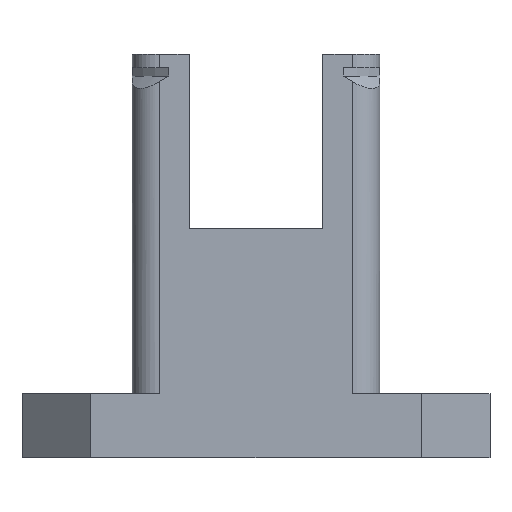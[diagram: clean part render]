
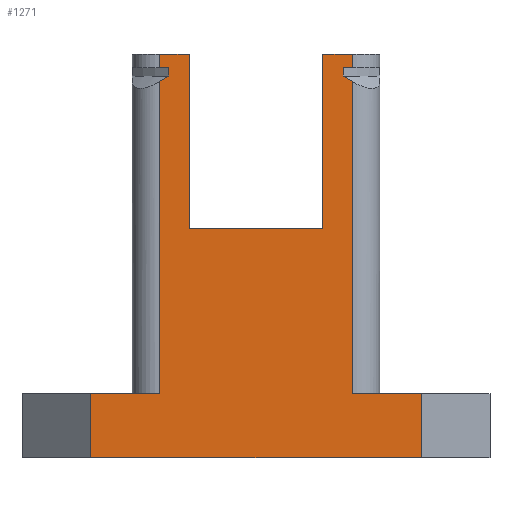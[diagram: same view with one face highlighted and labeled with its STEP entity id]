
A CAD part, left-side view. The second image highlights one B-rep face of the part: STEP entity #1271.
In plain terms, the highlighted planar face has unit normal (-1, 0, 0).
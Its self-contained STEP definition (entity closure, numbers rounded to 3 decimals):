
#23=(
BOUNDED_CURVE()
B_SPLINE_CURVE(2,(#1874,#1875,#1876),.UNSPECIFIED.,.F.,.F.)
B_SPLINE_CURVE_WITH_KNOTS((3,3),(0.279,0.365),
 .UNSPECIFIED.)
CURVE()
GEOMETRIC_REPRESENTATION_ITEM()
RATIONAL_B_SPLINE_CURVE((1.003,1.002,1.))
REPRESENTATION_ITEM('')
);
#24=(
BOUNDED_CURVE()
B_SPLINE_CURVE(2,(#1900,#1901,#1902),.UNSPECIFIED.,.F.,.F.)
B_SPLINE_CURVE_WITH_KNOTS((3,3),(0.,0.086),.UNSPECIFIED.)
CURVE()
GEOMETRIC_REPRESENTATION_ITEM()
RATIONAL_B_SPLINE_CURVE((1.,1.002,1.003))
REPRESENTATION_ITEM('')
);
#60=FACE_OUTER_BOUND('',#129,.T.);
#129=EDGE_LOOP('',(#880,#881,#882,#883,#884,#885,#886,#887,#888,#889,#890,
#891,#892,#893,#894,#895,#896,#897,#898,#899));
#225=LINE('',#1812,#374);
#230=LINE('',#1828,#379);
#237=LINE('',#1852,#386);
#245=LINE('',#1872,#394);
#246=LINE('',#1878,#395);
#247=LINE('',#1880,#396);
#248=LINE('',#1882,#397);
#249=LINE('',#1884,#398);
#250=LINE('',#1886,#399);
#251=LINE('',#1888,#400);
#252=LINE('',#1890,#401);
#253=LINE('',#1892,#402);
#254=LINE('',#1894,#403);
#255=LINE('',#1896,#404);
#256=LINE('',#1898,#405);
#257=LINE('',#1903,#406);
#258=LINE('',#1905,#407);
#259=LINE('',#1906,#408);
#374=VECTOR('',#1463,10.);
#379=VECTOR('',#1474,10.);
#386=VECTOR('',#1497,10.);
#394=VECTOR('',#1517,10.);
#395=VECTOR('',#1518,10.);
#396=VECTOR('',#1519,10.);
#397=VECTOR('',#1520,10.);
#398=VECTOR('',#1521,10.);
#399=VECTOR('',#1522,10.);
#400=VECTOR('',#1523,10.);
#401=VECTOR('',#1524,10.);
#402=VECTOR('',#1525,10.);
#403=VECTOR('',#1526,10.);
#404=VECTOR('',#1527,10.);
#405=VECTOR('',#1528,10.);
#406=VECTOR('',#1529,10.);
#407=VECTOR('',#1530,10.);
#408=VECTOR('',#1531,10.);
#519=VERTEX_POINT('',#1798);
#525=VERTEX_POINT('',#1810);
#532=VERTEX_POINT('',#1825);
#533=VERTEX_POINT('',#1827);
#542=VERTEX_POINT('',#1851);
#548=VERTEX_POINT('',#1871);
#549=VERTEX_POINT('',#1873);
#550=VERTEX_POINT('',#1877);
#551=VERTEX_POINT('',#1879);
#552=VERTEX_POINT('',#1881);
#553=VERTEX_POINT('',#1883);
#554=VERTEX_POINT('',#1885);
#555=VERTEX_POINT('',#1887);
#556=VERTEX_POINT('',#1889);
#557=VERTEX_POINT('',#1891);
#558=VERTEX_POINT('',#1893);
#559=VERTEX_POINT('',#1895);
#560=VERTEX_POINT('',#1897);
#561=VERTEX_POINT('',#1899);
#562=VERTEX_POINT('',#1904);
#651=EDGE_CURVE('',#519,#525,#225,.T.);
#658=EDGE_CURVE('',#533,#532,#230,.T.);
#670=EDGE_CURVE('',#519,#542,#237,.T.);
#680=EDGE_CURVE('',#525,#548,#245,.T.);
#681=EDGE_CURVE('',#548,#549,#23,.T.);
#682=EDGE_CURVE('',#549,#550,#246,.T.);
#683=EDGE_CURVE('',#550,#551,#247,.T.);
#684=EDGE_CURVE('',#552,#551,#248,.T.);
#685=EDGE_CURVE('',#553,#552,#249,.T.);
#686=EDGE_CURVE('',#554,#553,#250,.T.);
#687=EDGE_CURVE('',#555,#554,#251,.T.);
#688=EDGE_CURVE('',#555,#556,#252,.T.);
#689=EDGE_CURVE('',#557,#556,#253,.T.);
#690=EDGE_CURVE('',#558,#557,#254,.T.);
#691=EDGE_CURVE('',#558,#559,#255,.T.);
#692=EDGE_CURVE('',#559,#560,#256,.T.);
#693=EDGE_CURVE('',#560,#561,#24,.T.);
#694=EDGE_CURVE('',#533,#561,#257,.T.);
#695=EDGE_CURVE('',#562,#532,#258,.T.);
#696=EDGE_CURVE('',#562,#542,#259,.T.);
#880=ORIENTED_EDGE('',*,*,#651,.T.);
#881=ORIENTED_EDGE('',*,*,#680,.T.);
#882=ORIENTED_EDGE('',*,*,#681,.T.);
#883=ORIENTED_EDGE('',*,*,#682,.T.);
#884=ORIENTED_EDGE('',*,*,#683,.T.);
#885=ORIENTED_EDGE('',*,*,#684,.F.);
#886=ORIENTED_EDGE('',*,*,#685,.F.);
#887=ORIENTED_EDGE('',*,*,#686,.F.);
#888=ORIENTED_EDGE('',*,*,#687,.F.);
#889=ORIENTED_EDGE('',*,*,#688,.T.);
#890=ORIENTED_EDGE('',*,*,#689,.F.);
#891=ORIENTED_EDGE('',*,*,#690,.F.);
#892=ORIENTED_EDGE('',*,*,#691,.T.);
#893=ORIENTED_EDGE('',*,*,#692,.T.);
#894=ORIENTED_EDGE('',*,*,#693,.T.);
#895=ORIENTED_EDGE('',*,*,#694,.F.);
#896=ORIENTED_EDGE('',*,*,#658,.T.);
#897=ORIENTED_EDGE('',*,*,#695,.F.);
#898=ORIENTED_EDGE('',*,*,#696,.T.);
#899=ORIENTED_EDGE('',*,*,#670,.F.);
#1223=PLANE('',#1372);
#1271=ADVANCED_FACE('',(#60),#1223,.T.);
#1372=AXIS2_PLACEMENT_3D('',#1870,#1515,#1516);
#1463=DIRECTION('',(0.,1.,0.));
#1474=DIRECTION('',(0.,1.,0.));
#1497=DIRECTION('',(0.,0.,-1.));
#1515=DIRECTION('center_axis',(-1.,0.,0.));
#1516=DIRECTION('ref_axis',(0.,-1.,0.));
#1517=DIRECTION('',(0.,0.,1.));
#1518=DIRECTION('',(0.,0.,1.));
#1519=DIRECTION('',(0.,-1.,0.));
#1520=DIRECTION('',(0.,0.,-1.));
#1521=DIRECTION('',(0.,-1.,0.));
#1522=DIRECTION('',(0.,0.,1.));
#1523=DIRECTION('',(0.,-1.,0.));
#1524=DIRECTION('',(0.,0.,1.));
#1525=DIRECTION('',(0.,-1.,0.));
#1526=DIRECTION('',(0.,0.,1.));
#1527=DIRECTION('',(0.,-1.,0.));
#1528=DIRECTION('',(0.,0.,-1.));
#1529=DIRECTION('',(0.,0.,1.));
#1530=DIRECTION('',(0.,0.,1.));
#1531=DIRECTION('',(0.,-1.,0.));
#1798=CARTESIAN_POINT('',(-9.,-12.,4.65));
#1810=CARTESIAN_POINT('',(-9.,-7.,4.65));
#1812=CARTESIAN_POINT('',(-9.,2.5,4.65));
#1825=CARTESIAN_POINT('',(-9.,12.,4.65));
#1827=CARTESIAN_POINT('',(-9.,7.,4.65));
#1828=CARTESIAN_POINT('',(-9.,14.5,4.65));
#1851=CARTESIAN_POINT('',(-9.,-12.,0.));
#1852=CARTESIAN_POINT('',(-9.,-12.,0.));
#1870=CARTESIAN_POINT('Origin',(-9.,17.,0.));
#1871=CARTESIAN_POINT('',(-9.,-7.,27.348));
#1872=CARTESIAN_POINT('',(-9.,-7.,16.65));
#1873=CARTESIAN_POINT('',(-9.,-6.325,27.75));
#1874=CARTESIAN_POINT('Ctrl Pts',(-9.,-7.,27.348));
#1875=CARTESIAN_POINT('Ctrl Pts',(-9.,-6.656,27.559));
#1876=CARTESIAN_POINT('Ctrl Pts',(-9.,-6.325,27.75));
#1877=CARTESIAN_POINT('',(-9.,-6.325,28.35));
#1878=CARTESIAN_POINT('',(-9.,-6.325,28.05));
#1879=CARTESIAN_POINT('',(-9.,-7.,28.35));
#1880=CARTESIAN_POINT('',(-9.,15.,28.35));
#1881=CARTESIAN_POINT('',(-9.,-7.,29.35));
#1882=CARTESIAN_POINT('',(-9.,-7.,8.325));
#1883=CARTESIAN_POINT('',(-9.,-4.85,29.35));
#1884=CARTESIAN_POINT('',(-9.,9.,29.35));
#1885=CARTESIAN_POINT('',(-9.,-4.85,16.65));
#1886=CARTESIAN_POINT('',(-9.,-4.85,16.65));
#1887=CARTESIAN_POINT('',(-9.,4.85,16.65));
#1888=CARTESIAN_POINT('',(-9.,17.,16.65));
#1889=CARTESIAN_POINT('',(-9.,4.85,29.35));
#1890=CARTESIAN_POINT('',(-9.,4.85,16.65));
#1891=CARTESIAN_POINT('',(-9.,7.,29.35));
#1892=CARTESIAN_POINT('',(-9.,9.,29.35));
#1893=CARTESIAN_POINT('',(-9.,7.,28.35));
#1894=CARTESIAN_POINT('',(-9.,7.,8.325));
#1895=CARTESIAN_POINT('',(-9.,6.325,28.35));
#1896=CARTESIAN_POINT('',(-9.,15.,28.35));
#1897=CARTESIAN_POINT('',(-9.,6.325,27.75));
#1898=CARTESIAN_POINT('',(-9.,6.325,28.05));
#1899=CARTESIAN_POINT('',(-9.,7.,27.348));
#1900=CARTESIAN_POINT('Ctrl Pts',(-9.,6.325,27.75));
#1901=CARTESIAN_POINT('Ctrl Pts',(-9.,6.656,27.559));
#1902=CARTESIAN_POINT('Ctrl Pts',(-9.,7.,27.348));
#1903=CARTESIAN_POINT('',(-9.,7.,16.65));
#1904=CARTESIAN_POINT('',(-9.,12.,0.));
#1905=CARTESIAN_POINT('',(-9.,12.,0.));
#1906=CARTESIAN_POINT('',(-9.,17.,0.));
